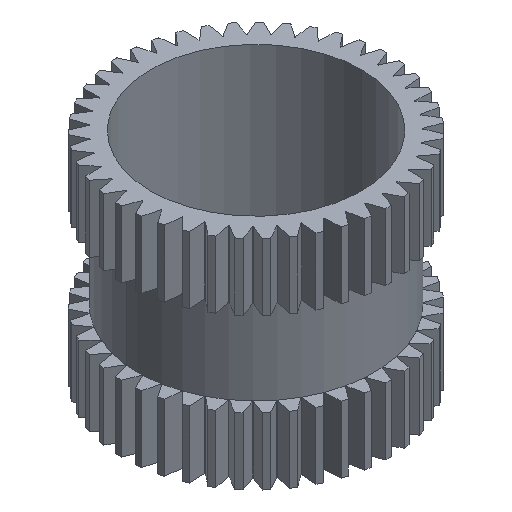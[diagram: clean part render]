
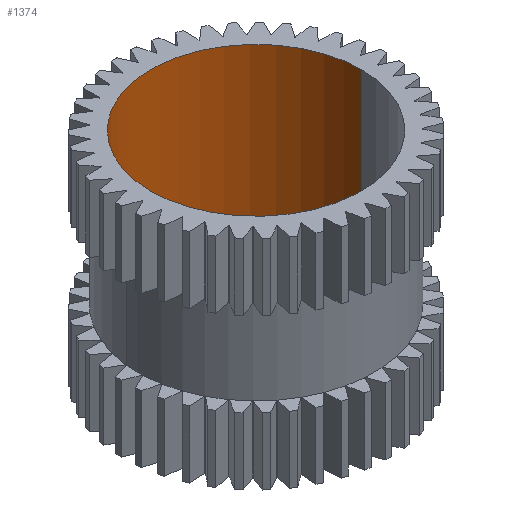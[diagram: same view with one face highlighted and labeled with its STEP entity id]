
A CAD part, isometric view. The second image highlights one B-rep face of the part: STEP entity #1374.
In plain terms, the highlighted free-form (B-spline) face has degree [2, 1] with [5, 2] control points.
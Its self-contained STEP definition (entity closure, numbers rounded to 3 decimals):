
#1314 = VERTEX_POINT('',#1315);
#1315 = CARTESIAN_POINT('',(3.079,0.,-3.183));
#1316 = VERTEX_POINT('',#1317);
#1317 = CARTESIAN_POINT('',(-3.079,0.,-3.183));
#1325 = EDGE_CURVE('',#1316,#1314,#1326,.T.);
#1326 = ( BOUNDED_CURVE() B_SPLINE_CURVE(2,(#1327,#1328,#1329,#1330,
#1331),.UNSPECIFIED.,.F.,.F.) B_SPLINE_CURVE_WITH_KNOTS((3,2,3),(0.,
1.571,3.142),.PIECEWISE_BEZIER_KNOTS.) CURVE() 
GEOMETRIC_REPRESENTATION_ITEM() RATIONAL_B_SPLINE_CURVE((1.,
0.707,1.,0.707,1.)) REPRESENTATION_ITEM('') );
#1327 = CARTESIAN_POINT('',(-3.079,0.,-3.183));
#1328 = CARTESIAN_POINT('',(-3.079,3.079,
    -3.183));
#1329 = CARTESIAN_POINT('',(0.,3.079,
    -3.183));
#1330 = CARTESIAN_POINT('',(3.079,3.079,-3.183
    ));
#1331 = CARTESIAN_POINT('',(3.079,0.,
    -3.183));
#1342 = EDGE_CURVE('',#1314,#1343,#1345,.T.);
#1343 = VERTEX_POINT('',#1344);
#1344 = CARTESIAN_POINT('',(3.079,0.,3.183));
#1345 = B_SPLINE_CURVE_WITH_KNOTS('',1,(#1346,#1347),.UNSPECIFIED.,.F.,
  .F.,(2,2),(0.,5.17),.PIECEWISE_BEZIER_KNOTS.);
#1346 = CARTESIAN_POINT('',(3.079,0.,-3.183));
#1347 = CARTESIAN_POINT('',(3.079,0.,3.183));
#1350 = VERTEX_POINT('',#1351);
#1351 = CARTESIAN_POINT('',(-3.079,0.,3.183));
#1359 = EDGE_CURVE('',#1316,#1350,#1360,.T.);
#1360 = B_SPLINE_CURVE_WITH_KNOTS('',1,(#1361,#1362),.UNSPECIFIED.,.F.,
  .F.,(2,2),(0.,5.17),.PIECEWISE_BEZIER_KNOTS.);
#1361 = CARTESIAN_POINT('',(-3.079,0.,-3.183));
#1362 = CARTESIAN_POINT('',(-3.079,0.,3.183));
#1374 = ADVANCED_FACE('',(#1375),#1388,.F.);
#1375 = FACE_BOUND('',#1376,.F.);
#1376 = EDGE_LOOP('',(#1377,#1378,#1379,#1387));
#1377 = ORIENTED_EDGE('',*,*,#1325,.F.);
#1378 = ORIENTED_EDGE('',*,*,#1359,.T.);
#1379 = ORIENTED_EDGE('',*,*,#1380,.T.);
#1380 = EDGE_CURVE('',#1350,#1343,#1381,.T.);
#1381 = ( BOUNDED_CURVE() B_SPLINE_CURVE(2,(#1382,#1383,#1384,#1385,
#1386),.UNSPECIFIED.,.F.,.F.) B_SPLINE_CURVE_WITH_KNOTS((3,2,3),(0.,
1.571,3.142),.PIECEWISE_BEZIER_KNOTS.) CURVE() 
GEOMETRIC_REPRESENTATION_ITEM() RATIONAL_B_SPLINE_CURVE((1.,
0.707,1.,0.707,1.)) REPRESENTATION_ITEM('') );
#1382 = CARTESIAN_POINT('',(-3.079,0.,3.183));
#1383 = CARTESIAN_POINT('',(-3.079,3.079,3.183
    ));
#1384 = CARTESIAN_POINT('',(0.,3.079,
    3.183));
#1385 = CARTESIAN_POINT('',(3.079,3.079,3.183)
  );
#1386 = CARTESIAN_POINT('',(3.079,0.,
    3.183));
#1387 = ORIENTED_EDGE('',*,*,#1342,.F.);
#1388 = ( BOUNDED_SURFACE() B_SPLINE_SURFACE(2,1,(
    (#1389,#1390)
    ,(#1391,#1392)
    ,(#1393,#1394)
    ,(#1395,#1396)
    ,(#1397,#1398
)),.UNSPECIFIED.,.F.,.F.,.F.) B_SPLINE_SURFACE_WITH_KNOTS((3,2,3),(2,2),
  (0.,1.571,3.142),(0.,5.17),.PIECEWISE_BEZIER_KNOTS.) 
GEOMETRIC_REPRESENTATION_ITEM() RATIONAL_B_SPLINE_SURFACE((
    (1.,1.)
    ,(0.707,0.707)
    ,(1.,1.)
    ,(0.707,0.707)
,(1.,1.))) REPRESENTATION_ITEM('') SURFACE() );
#1389 = CARTESIAN_POINT('',(3.079,0.,-3.183));
#1390 = CARTESIAN_POINT('',(3.079,0.,3.183));
#1391 = CARTESIAN_POINT('',(3.079,3.079,-3.183
    ));
#1392 = CARTESIAN_POINT('',(3.079,3.079,3.183)
  );
#1393 = CARTESIAN_POINT('',(0.,3.079,
    -3.183));
#1394 = CARTESIAN_POINT('',(0.,3.079,
    3.183));
#1395 = CARTESIAN_POINT('',(-3.079,3.079,
    -3.183));
#1396 = CARTESIAN_POINT('',(-3.079,3.079,3.183
    ));
#1397 = CARTESIAN_POINT('',(-3.079,0.,
    -3.183));
#1398 = CARTESIAN_POINT('',(-3.079,0.,
    3.183));
